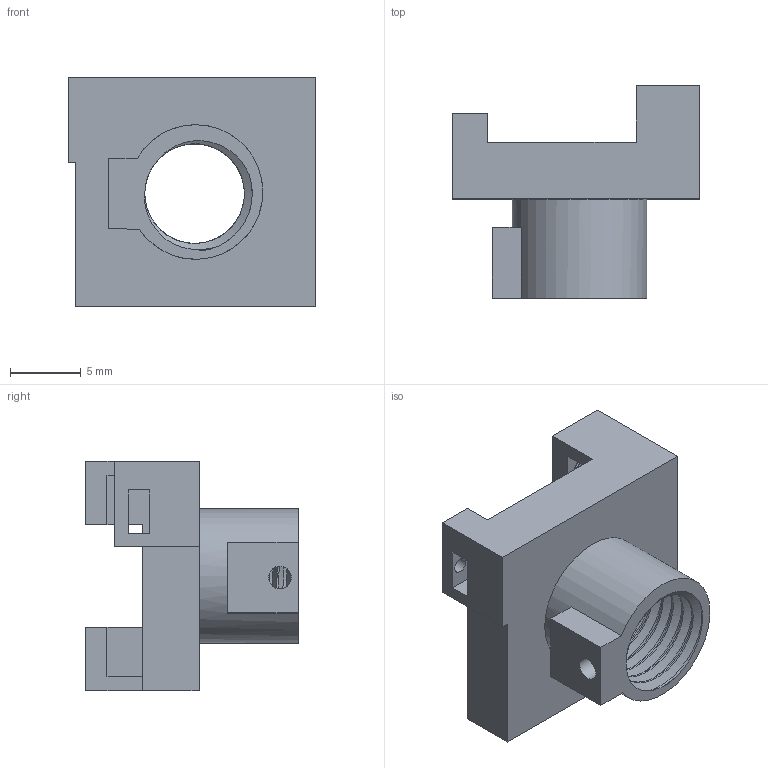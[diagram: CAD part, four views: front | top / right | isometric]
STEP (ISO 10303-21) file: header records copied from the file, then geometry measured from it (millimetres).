
FILE_DESCRIPTION(/* description */ (''),/* implementation_level */ '2;1');
FILE_NAME(/* name */ 'Camera body P1.0.step',/* time_stamp */ '2018-01-23T15:01:44-05:00',/* author */ (''),/* organization */ (''),/* preprocessor_version */ 'ST-DEVELOPER v16.13',/* originating_system */ 'Autodesk Translation Framework v6.5.0.72',/* authorisation */ '');
FILE_SCHEMA (('AUTOMOTIVE_DESIGN { 1 0 10303 214 3 1 1 }'));
Length unit declared in the file: millimetre
Products named in the file (1): Camera body P1.0
Bounding box: 17.5 x 15 x 16.2 mm (x, y, z)
Volume: 741.8 mm3; surface area: 1726 mm2
Topology: 1 solids, 1 shells, 91 faces, 262 edges, 173 vertices
Faces by surface type: cylinder 41, plane 40, bspline 10
Full cylindrical faces by diameter (mm): 1.1 x1, 1.6 x1, 2.075 x6, 2.58 x8, 7.035 x5, 8.147 x2, 9.5 x1
Entity records: 5865 total; most frequent: CARTESIAN_POINT 3648, ORIENTED_EDGE 524, DIRECTION 345, EDGE_CURVE 262, VERTEX_POINT 173, LINE 129, VECTOR 129, AXIS2_PLACEMENT_3D 108
